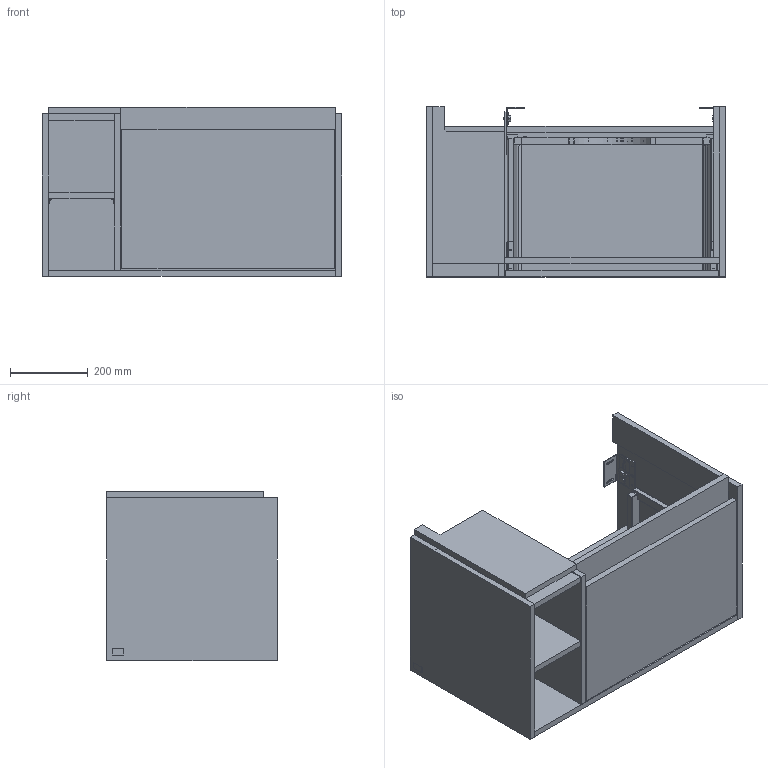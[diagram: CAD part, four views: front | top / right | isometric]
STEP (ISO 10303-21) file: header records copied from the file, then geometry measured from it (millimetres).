
FILE_DESCRIPTION(/* description */ (''),/* implementation_level */ '2;1');
FILE_NAME(/* name */ 'C78700_RFS.stp',/* time_stamp */ '2024-09-20T12:06:54+02:00',/* author */ ('schmidtkonj'),/* organization */ (''),/* preprocessor_version */ 'ST-DEVELOPER v18.1',/* originating_system */ 'Autodesk Inventor 2021',/* authorisation */ '');
FILE_SCHEMA (('AUTOMOTIVE_DESIGN { 1 0 10303 214 3 1 1 }'));
Products named in the file (1): C78700_RFS
Bounding box: 772.5 x 439 x 436 mm (x, y, z)
Volume: 26292871.7 mm3; surface area: 3973862.7 mm2
Topology: 51 solids, 51 shells, 1930 faces, 5214 edges, 3477 vertices
Faces by surface type: plane 1181, cylinder 564, cone 91, torus 46, bspline 42, sphere 6
Full cylindrical faces by diameter (mm): 2.5 x2, 2.9 x4, 3 x12, 3.5 x2, 4 x2, 5 x6, 5.1 x2, 6 x6, 7 x11, 7.2 x2, 8 x9, 8.4 x2, 10 x5, 12 x2, 12.2 x2, 30 x2
Entity records: 68567 total; most frequent: CARTESIAN_POINT 18714, ORIENTED_EDGE 10420, DIRECTION 10247, EDGE_CURVE 5210, VERTEX_POINT 3477, AXIS2_PLACEMENT_3D 3417, LINE 3413, VECTOR 3413
